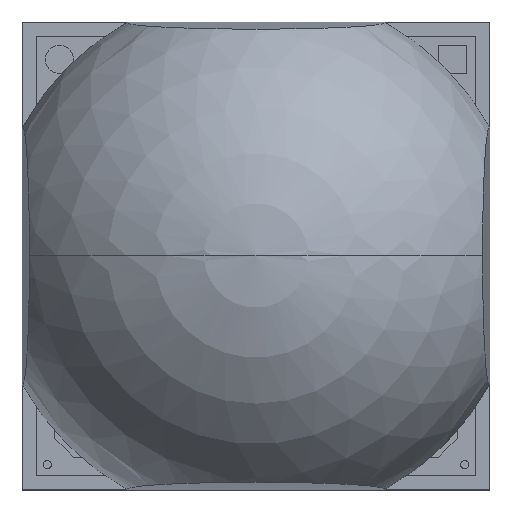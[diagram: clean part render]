
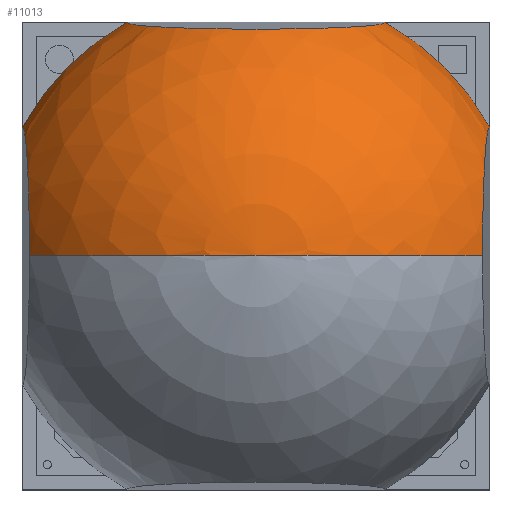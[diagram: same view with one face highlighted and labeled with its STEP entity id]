
A CAD part, top view. The second image highlights one B-rep face of the part: STEP entity #11013.
In plain terms, the highlighted spherical face has radius 2.85 mm.
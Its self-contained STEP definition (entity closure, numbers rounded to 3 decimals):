
#10814=CARTESIAN_POINT('',(2.493,0.131,0.));
#10815=DIRECTION('',(-0.999,-0.052,0.));
#10816=DIRECTION('',(0.005,-0.095,0.995));
#10817=AXIS2_PLACEMENT_3D('',#10814,#10815,#10816);
#10819=CARTESIAN_POINT('',(0.,0.,0.));
#10820=DIRECTION('',(0.,-1.,0.));
#10821=DIRECTION('',(0.877,0.,0.48));
#10822=AXIS2_PLACEMENT_3D('',#10819,#10820,#10821);
#10824=CARTESIAN_POINT('',(0.,0.131,2.493));
#10825=DIRECTION('',(0.,-0.052,-0.999));
#10826=DIRECTION('',(-0.995,-0.095,0.005));
#10827=AXIS2_PLACEMENT_3D('',#10824,#10825,#10826);
#10829=CARTESIAN_POINT('',(0.,0.,0.));
#10830=DIRECTION('',(0.,-1.,0.));
#10831=DIRECTION('',(-0.48,0.,0.877));
#10832=AXIS2_PLACEMENT_3D('',#10829,#10830,#10831);
#10834=CARTESIAN_POINT('',(-2.493,0.131,0.));
#10835=DIRECTION('',(0.999,-0.052,0.));
#10836=DIRECTION('',(0.052,0.999,0.));
#10837=AXIS2_PLACEMENT_3D('',#10834,#10835,#10836);
#10916=CARTESIAN_POINT('',(0.,0.,0.));
#10917=DIRECTION('',(0.,0.,1.));
#10918=DIRECTION('',(0.85,0.528,0.));
#10919=AXIS2_PLACEMENT_3D('',#10916,#10917,#10918);
#10921=CARTESIAN_POINT('',(0.,0.,0.));
#10922=DIRECTION('',(0.,0.,-1.));
#10923=DIRECTION('',(-0.85,0.528,0.));
#10924=AXIS2_PLACEMENT_3D('',#10921,#10922,#10923);
#10954=CARTESIAN_POINT('',(2.421,1.503,0.));
#10955=CARTESIAN_POINT('',(0.,2.85,0.));
#10956=VERTEX_POINT('',#10954);
#10957=VERTEX_POINT('',#10955);
#10958=CARTESIAN_POINT('',(-2.421,1.503,0.));
#10959=VERTEX_POINT('',#10958);
#10968=CARTESIAN_POINT('',(1.368,0.,2.5));
#10969=CARTESIAN_POINT('',(-1.368,0.,2.5));
#10970=VERTEX_POINT('',#10968);
#10971=VERTEX_POINT('',#10969);
#10972=CARTESIAN_POINT('',(-2.5,0.,1.368));
#10974=VERTEX_POINT('',#10972);
#10981=CARTESIAN_POINT('',(2.5,0.,1.368));
#10983=VERTEX_POINT('',#10981);
#10992=CARTESIAN_POINT('',(0.,0.,0.));
#10993=DIRECTION('',(0.,-1.,0.));
#10994=DIRECTION('',(-1.,0.,0.));
#10995=AXIS2_PLACEMENT_3D('',#10992,#10993,#10994);
#10996=SPHERICAL_SURFACE('',#10995,2.85);
#10998=ORIENTED_EDGE('',*,*,#10997,.F.);
#11000=ORIENTED_EDGE('',*,*,#10999,.T.);
#11002=ORIENTED_EDGE('',*,*,#11001,.F.);
#11004=ORIENTED_EDGE('',*,*,#11003,.T.);
#11006=ORIENTED_EDGE('',*,*,#11005,.F.);
#11008=ORIENTED_EDGE('',*,*,#11007,.T.);
#11010=ORIENTED_EDGE('',*,*,#11009,.F.);
#11011=EDGE_LOOP('',(#10998,#11000,#11002,#11004,#11006,#11008,#11010));
#11012=FACE_OUTER_BOUND('',#11011,.F.);
#11013=ADVANCED_FACE('',(#11012),#10996,.T.);
#10818=CIRCLE('',#10817,1.375);
#10823=CIRCLE('',#10822,2.85);
#10828=CIRCLE('',#10827,1.375);
#10833=CIRCLE('',#10832,2.85);
#10838=CIRCLE('',#10837,1.375);
#10920=CIRCLE('',#10919,2.85);
#10925=CIRCLE('',#10924,2.85);
#10997=EDGE_CURVE('',#10983,#10956,#10818,.T.);
#10999=EDGE_CURVE('',#10983,#10970,#10823,.T.);
#11001=EDGE_CURVE('',#10971,#10970,#10828,.T.);
#11003=EDGE_CURVE('',#10971,#10974,#10833,.T.);
#11005=EDGE_CURVE('',#10959,#10974,#10838,.T.);
#11007=EDGE_CURVE('',#10959,#10957,#10925,.T.);
#11009=EDGE_CURVE('',#10956,#10957,#10920,.T.);
